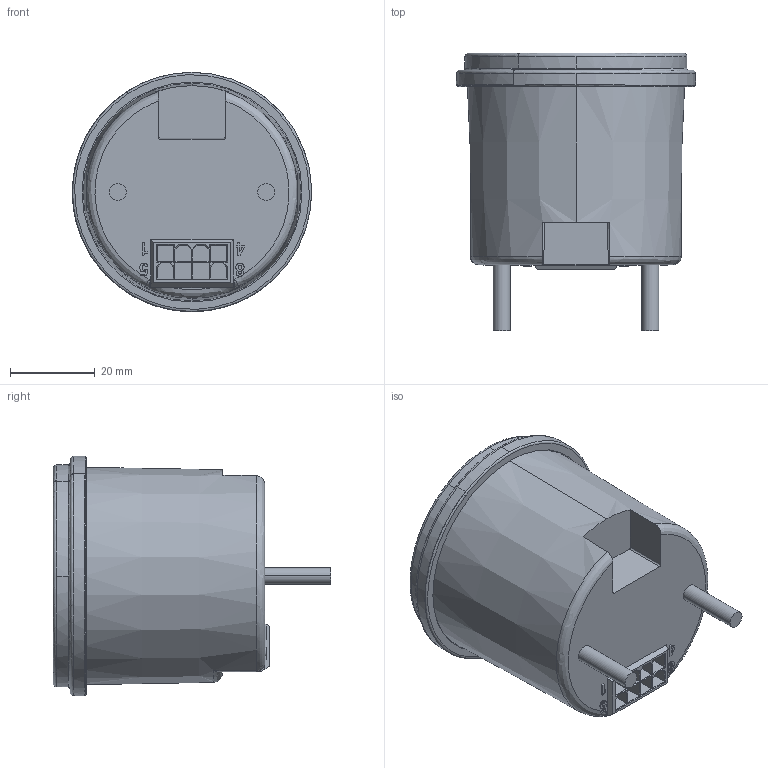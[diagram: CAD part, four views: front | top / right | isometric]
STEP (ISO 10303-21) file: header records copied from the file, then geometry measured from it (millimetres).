
FILE_DESCRIPTION (( 'STEP AP214' ), '1' );
FILE_NAME ('841.STEP', '2020-04-21T14:38:57', ( '' ), ( '' ), 'SwSTEP 2.0', 'SolidWorks 2018', '' );
FILE_SCHEMA (( 'AUTOMOTIVE_DESIGN' ));
Length unit declared in the file: inch
Products named in the file (1): 841
Bounding box: 56.41 x 65.5 x 56.44 mm (x, y, z)
Volume: 94917.2 mm3; surface area: 14699.6 mm2
Topology: 1 solids, 1 shells, 280 faces, 684 edges, 430 vertices
Faces by surface type: plane 203, bspline 44, cylinder 29, cone 4
Entity records: 13370 total; most frequent: CARTESIAN_POINT 4062, ORIENTED_EDGE 1368, DIRECTION 1122, EDGE_CURVE 684, LINE 502, VECTOR 502, VERTEX_POINT 430, AXIS2_PLACEMENT_3D 310
